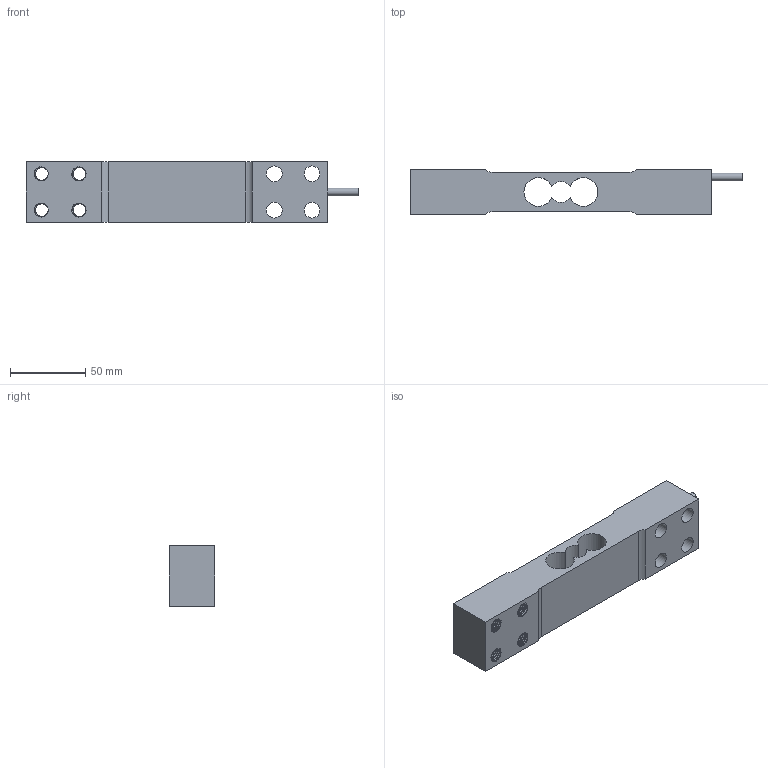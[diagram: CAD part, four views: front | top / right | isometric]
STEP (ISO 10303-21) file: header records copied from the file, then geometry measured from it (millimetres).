
FILE_DESCRIPTION(/* description */ (''),/* implementation_level */ '2;1');
FILE_NAME(/* name */ '108TAYM-(75-300)kg v2.step',/* time_stamp */ '2020-01-28T14:46:47-08:00',/* author */ (''),/* organization */ (''),/* preprocessor_version */ 'ST-DEVELOPER v18',/* originating_system */ 'Autodesk Translation Framework v8.12.0.6',/* authorisation */ '');
FILE_SCHEMA (('AUTOMOTIVE_DESIGN { 1 0 10303 214 3 1 1 }'));
Length unit declared in the file: millimetre
Products named in the file (1): 108TAYM-(75-300)kg
Bounding box: 220 x 30 x 40 mm (x, y, z)
Volume: 179676.6 mm3; surface area: 43144.8 mm2
Topology: 1 solids, 1 shells, 224 faces, 623 edges, 402 vertices
Faces by surface type: cylinder 205, plane 11, bspline 8
Full cylindrical faces by diameter (mm): 5.1 x1, 8.526 x84, 10.198 x92, 10.5 x4
Entity records: 25394 total; most frequent: CARTESIAN_POINT 20286, ORIENTED_EDGE 1246, DIRECTION 755, EDGE_CURVE 623, VERTEX_POINT 402, B_SPLINE_CURVE_WITH_KNOTS 352, AXIS2_PLACEMENT_3D 267, EDGE_LOOP 243
